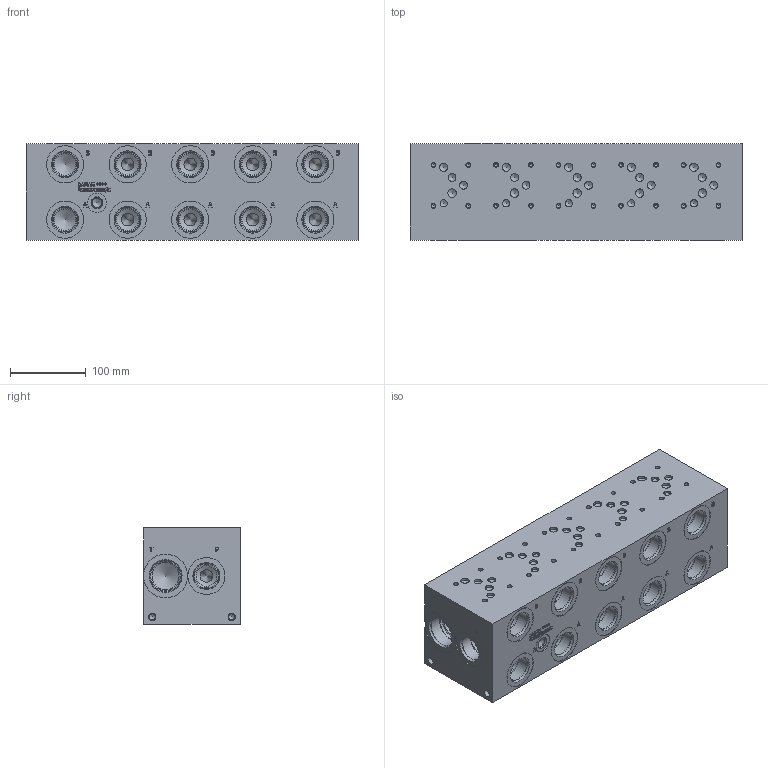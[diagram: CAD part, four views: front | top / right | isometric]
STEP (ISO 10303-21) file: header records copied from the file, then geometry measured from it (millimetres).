
FILE_DESCRIPTION(/* description */ (''),/* implementation_level */ '2;1');
FILE_NAME(/* name */ '_D05JP053S_C.stp',/* time_stamp */ '2021-07-14T10:37:55-04:00',/* author */ ('anthonyv'),/* organization */ (''),/* preprocessor_version */ 'ST-DEVELOPER v18.1',/* originating_system */ 'Autodesk Inventor 2021',/* authorisation */ '');
FILE_SCHEMA (('AUTOMOTIVE_DESIGN { 1 0 10303 214 3 1 1 }'));
Length unit declared in the file: millimetre
Products named in the file (1): Part_AD05JP053S_C_3D
Bounding box: 438.15 x 127 x 127 mm (x, y, z)
Volume: 6529028 mm3; surface area: 329786.4 mm2
Topology: 1 solids, 1 shells, 965 faces, 2618 edges, 1768 vertices
Faces by surface type: plane 454, bspline 216, cylinder 163, cone 132
Full cylindrical faces by diameter (mm): 5.105 x20, 6.35 x20, 7.925 x4, 9.525 x9, 10.312 x10, 11.125 x10, 12.294 x1, 12.9 x1, 14.275 x1, 14.529 x1, 19.05 x1, 25.019 x1, 27 x2, 28.575 x10, 28.62 x1, 31.267 x12, 31.344 x1, 33.34 x2, 33.35 x11, 33.71 x1, 33.757 x12, 35.509 x9, 35.712 x2, 39.218 x2, 41.275 x1, 41.28 x1, 41.758 x1, 43.51 x1, 44.45 x1, 48.971 x12
Entity records: 32008 total; most frequent: CARTESIAN_POINT 8095, ORIENTED_EDGE 5106, DIRECTION 4214, EDGE_CURVE 2553, VERTEX_POINT 1768, LINE 1528, VECTOR 1528, AXIS2_PLACEMENT_3D 1343
